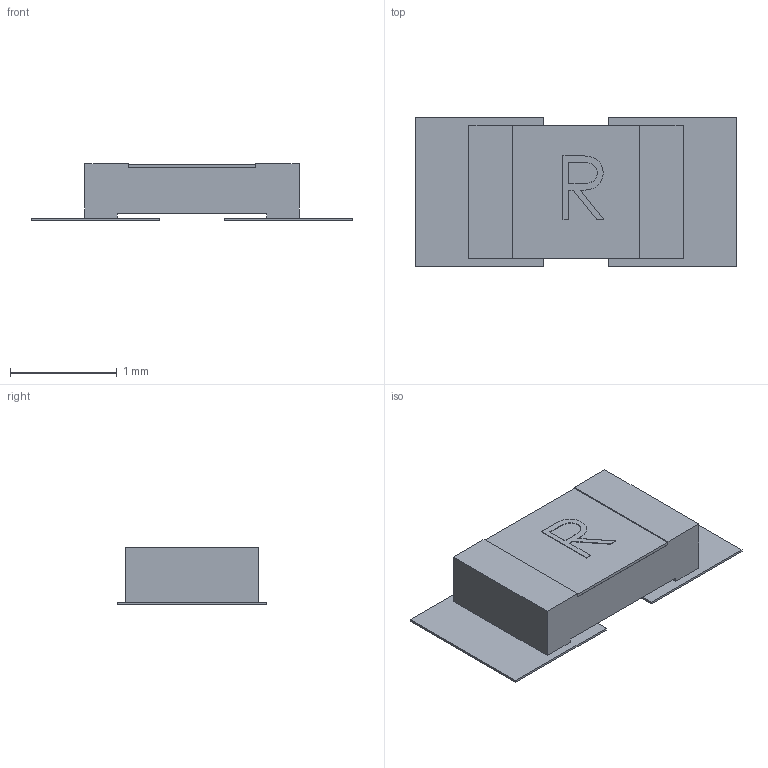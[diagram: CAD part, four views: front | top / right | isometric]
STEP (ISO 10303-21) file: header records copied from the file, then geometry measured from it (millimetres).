
FILE_DESCRIPTION (( 'STEP AP214' ), '1' );
FILE_NAME ('User Library-res0805.STEP', '2010-10-18T12:43:06', ( 'sysAdmin' ), ( 'SolidWorks' ), 'SwSTEP 2.0', 'SolidWorks 2010', '' );
FILE_SCHEMA (( 'AUTOMOTIVE_DESIGN' ));
Length unit declared in the file: millimetre
Products named in the file (3): User Library-res0805_res0805_body_??; User Library-res0805_pad_0805_??; User Library-res0805
Assembly tree (2 placements, depth 2):
  User Library-res0805
    User Library-res0805_res0805_body_??
    User Library-res0805_pad_0805_??
Bounding box: 3 x 1.4 x 0.53 mm (x, y, z)
Volume: 1.3 mm3; surface area: 15.2 mm2
Topology: 3 solids, 3 shells, 48 faces, 120 edges, 80 vertices
Faces by surface type: plane 43, bspline 5
Entity records: 2336 total; most frequent: CARTESIAN_POINT 760, ORIENTED_EDGE 240, DIRECTION 206, EDGE_CURVE 120, VECTOR 110, LINE 110, VERTEX_POINT 80, EDGE_LOOP 50
